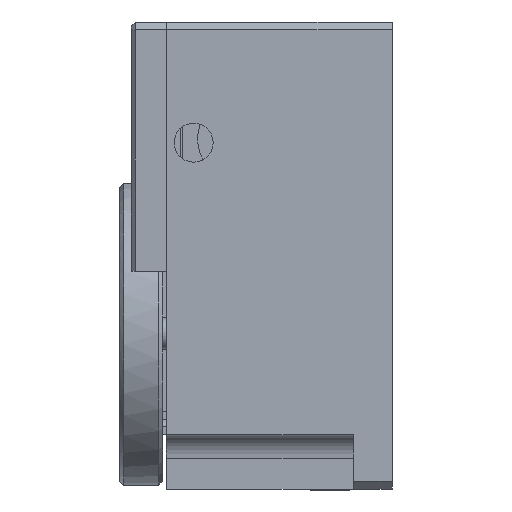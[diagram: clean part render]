
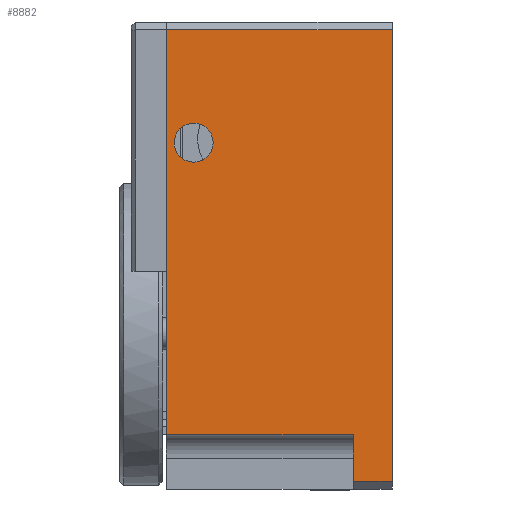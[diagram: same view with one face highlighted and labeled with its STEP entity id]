
A CAD part, left-side view. The second image highlights one B-rep face of the part: STEP entity #8882.
In plain terms, the highlighted planar face has unit normal (-1, 0, 0).
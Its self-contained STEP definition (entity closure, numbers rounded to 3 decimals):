
#826 = DIRECTION ( 'NONE',  ( -1., 0., 0. ) ) ;
#915 = DIRECTION ( 'NONE',  ( 0., 0., 1. ) ) ;
#1671 = DIRECTION ( 'NONE',  ( -1., 0., 0. ) ) ;
#1684 = VECTOR ( 'NONE', #13851, 1000. ) ;
#1741 = VECTOR ( 'NONE', #8407, 1000. ) ;
#1964 = VECTOR ( 'NONE', #18593, 1000. ) ;
#2186 = EDGE_CURVE ( 'NONE', #2660, #6939, #7855, .T. ) ;
#2660 = VERTEX_POINT ( 'NONE', #17303 ) ;
#2820 = VERTEX_POINT ( 'NONE', #10628 ) ;
#3704 = EDGE_LOOP ( 'NONE', ( #15951, #17073, #14749, #10212, #13862, #20152 ) ) ;
#3900 = DIRECTION ( 'NONE',  ( 0., 0., 1. ) ) ;
#4288 = CARTESIAN_POINT ( 'NONE',  ( -20., 25.5, 22. ) ) ;
#4757 = ORIENTED_EDGE ( 'NONE', *, *, #2186, .F. ) ;
#4784 = CARTESIAN_POINT ( 'NONE',  ( -20., 5., -13. ) ) ;
#5417 = VECTOR ( 'NONE', #7814, 1000. ) ;
#6109 = LINE ( 'NONE', #21215, #5417 ) ;
#6435 = AXIS2_PLACEMENT_3D ( 'NONE', #14287, #826, #915 ) ;
#6573 = EDGE_CURVE ( 'NONE', #9120, #26427, #26075, .T. ) ;
#6939 = VERTEX_POINT ( 'NONE', #4288 ) ;
#6958 = DIRECTION ( 'NONE',  ( 0., 0., 1. ) ) ;
#7716 = CARTESIAN_POINT ( 'NONE',  ( -20., 0., 39. ) ) ;
#7814 = DIRECTION ( 'NONE',  ( 0., 0., 1. ) ) ;
#7855 = CIRCLE ( 'NONE', #6435, 2.5 ) ;
#8407 = DIRECTION ( 'NONE',  ( 0., 1., 0. ) ) ;
#8533 = EDGE_CURVE ( 'NONE', #2820, #26440, #22452, .T. ) ;
#8856 = CARTESIAN_POINT ( 'NONE',  ( -20., 29., 40. ) ) ;
#8882 = ADVANCED_FACE ( 'NONE', ( #17150, #13287 ), #20203, .F. ) ;
#9097 = CARTESIAN_POINT ( 'NONE',  ( -20., 29., 39. ) ) ;
#9120 = VERTEX_POINT ( 'NONE', #9907 ) ;
#9696 = EDGE_CURVE ( 'NONE', #26440, #9120, #27613, .T. ) ;
#9907 = CARTESIAN_POINT ( 'NONE',  ( -20., 29., -13. ) ) ;
#10212 = ORIENTED_EDGE ( 'NONE', *, *, #28880, .T. ) ;
#10628 = CARTESIAN_POINT ( 'NONE',  ( -20., 5., -19. ) ) ;
#10670 = EDGE_CURVE ( 'NONE', #14878, #26427, #21255, .T. ) ;
#11194 = DIRECTION ( 'NONE',  ( 1., 0., 0. ) ) ;
#11422 = ORIENTED_EDGE ( 'NONE', *, *, #11970, .F. ) ;
#11502 = AXIS2_PLACEMENT_3D ( 'NONE', #14753, #1671, #3900 ) ;
#11685 = CARTESIAN_POINT ( 'NONE',  ( -20., 0., -19. ) ) ;
#11970 = EDGE_CURVE ( 'NONE', #6939, #2660, #12396, .T. ) ;
#12396 = CIRCLE ( 'NONE', #11502, 2.5 ) ;
#12547 = VECTOR ( 'NONE', #15221, 1000. ) ;
#12955 = AXIS2_PLACEMENT_3D ( 'NONE', #8856, #11194, #17756 ) ;
#13287 = FACE_OUTER_BOUND ( 'NONE', #3704, .T. ) ;
#13851 = DIRECTION ( 'NONE',  ( 0., 1., 0. ) ) ;
#13862 = ORIENTED_EDGE ( 'NONE', *, *, #26623, .T. ) ;
#14287 = CARTESIAN_POINT ( 'NONE',  ( -20., 25.5, 24.5 ) ) ;
#14749 = ORIENTED_EDGE ( 'NONE', *, *, #8533, .F. ) ;
#14753 = CARTESIAN_POINT ( 'NONE',  ( -20., 25.5, 24.5 ) ) ;
#14878 = VERTEX_POINT ( 'NONE', #7716 ) ;
#15221 = DIRECTION ( 'NONE',  ( 0., -1., 0. ) ) ;
#15764 = VECTOR ( 'NONE', #6958, 1000. ) ;
#15942 = CARTESIAN_POINT ( 'NONE',  ( -20., 5., -13. ) ) ;
#15951 = ORIENTED_EDGE ( 'NONE', *, *, #6573, .F. ) ;
#17073 = ORIENTED_EDGE ( 'NONE', *, *, #9696, .F. ) ;
#17150 = FACE_BOUND ( 'NONE', #17885, .T. ) ;
#17303 = CARTESIAN_POINT ( 'NONE',  ( -20., 25.5, 27. ) ) ;
#17756 = DIRECTION ( 'NONE',  ( 0., 0., -1. ) ) ;
#17885 = EDGE_LOOP ( 'NONE', ( #4757, #11422 ) ) ;
#18593 = DIRECTION ( 'NONE',  ( 0., 0., 1. ) ) ;
#19560 = LINE ( 'NONE', #28614, #12547 ) ;
#20152 = ORIENTED_EDGE ( 'NONE', *, *, #10670, .T. ) ;
#20203 = PLANE ( 'NONE',  #12955 ) ;
#21215 = CARTESIAN_POINT ( 'NONE',  ( -20., 0., 40. ) ) ;
#21255 = LINE ( 'NONE', #26846, #1684 ) ;
#22452 = LINE ( 'NONE', #15942, #15764 ) ;
#26075 = LINE ( 'NONE', #27289, #1964 ) ;
#26427 = VERTEX_POINT ( 'NONE', #9097 ) ;
#26440 = VERTEX_POINT ( 'NONE', #4784 ) ;
#26623 = EDGE_CURVE ( 'NONE', #26986, #14878, #6109, .T. ) ;
#26846 = CARTESIAN_POINT ( 'NONE',  ( -20., 29., 39. ) ) ;
#26986 = VERTEX_POINT ( 'NONE', #11685 ) ;
#27289 = CARTESIAN_POINT ( 'NONE',  ( -20., 29., 40. ) ) ;
#27613 = LINE ( 'NONE', #28251, #1741 ) ;
#28251 = CARTESIAN_POINT ( 'NONE',  ( -20., 5., -13. ) ) ;
#28614 = CARTESIAN_POINT ( 'NONE',  ( -20., 29., -19. ) ) ;
#28880 = EDGE_CURVE ( 'NONE', #2820, #26986, #19560, .T. ) ;
